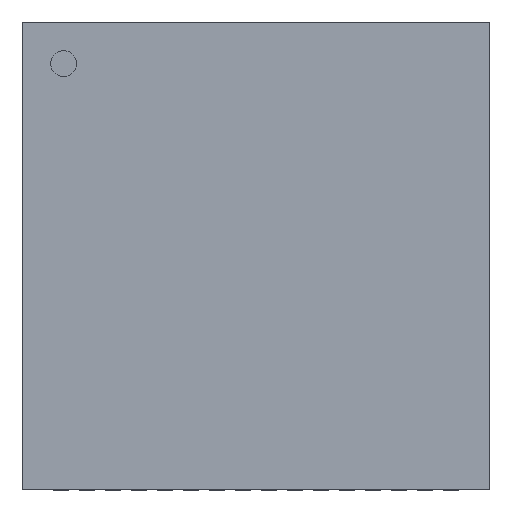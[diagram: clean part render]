
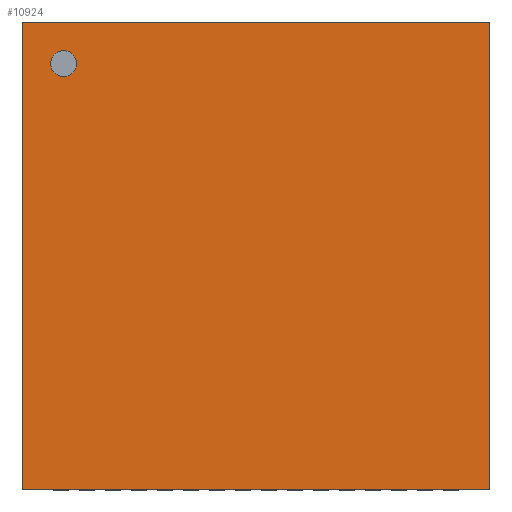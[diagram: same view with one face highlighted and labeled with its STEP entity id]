
A CAD part, top view. The second image highlights one B-rep face of the part: STEP entity #10924.
In plain terms, the highlighted planar face has unit normal (0, 0, 1).
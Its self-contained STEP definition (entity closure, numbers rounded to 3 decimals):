
#728=LINE($,#17069,#2032);
#729=LINE($,#17071,#2033);
#730=LINE($,#17073,#2034);
#731=LINE($,#17074,#2035);
#2032=VECTOR($,#13800,9.);
#2033=VECTOR($,#13801,9.);
#2034=VECTOR($,#13802,9.);
#2035=VECTOR($,#13803,9.);
#2886=PLANE($,#11846);
#3220=FACE_BOUND($,#4140,.T.);
#3481=FACE_OUTER_BOUND($,#4139,.T.);
#4139=EDGE_LOOP($,(#8694,#8695,#8696,#8697));
#4140=EDGE_LOOP($,(#8698));
#4540=CIRCLE($,#11459,0.25);
#4800=VERTEX_POINT($,#15518);
#5317=VERTEX_POINT($,#17067);
#5318=VERTEX_POINT($,#17068);
#5319=VERTEX_POINT($,#17070);
#5320=VERTEX_POINT($,#17072);
#5844=EDGE_CURVE($,#4800,#4800,#4540,.T.);
#6617=EDGE_CURVE($,#5317,#5318,#728,.T.);
#6618=EDGE_CURVE($,#5319,#5317,#729,.T.);
#6619=EDGE_CURVE($,#5320,#5319,#730,.T.);
#6620=EDGE_CURVE($,#5318,#5320,#731,.T.);
#8694=ORIENTED_EDGE($,*,*,#6617,.F.);
#8695=ORIENTED_EDGE($,*,*,#6618,.F.);
#8696=ORIENTED_EDGE($,*,*,#6619,.F.);
#8697=ORIENTED_EDGE($,*,*,#6620,.F.);
#8698=ORIENTED_EDGE($,*,*,#5844,.T.);
#10924=ADVANCED_FACE($,(#3481,#3220),#2886,.T.);
#11459=AXIS2_PLACEMENT_3D($,#15519,#12380,#12381);
#11846=AXIS2_PLACEMENT_3D($,#17066,#13798,#13799);
#12380=DIRECTION('center_axis',(0.,0.,-1.));
#12381=DIRECTION('ref_axis',(1.,0.,0.));
#13798=DIRECTION('center_axis',(0.,0.,1.));
#13799=DIRECTION('ref_axis',(1.,0.,0.));
#13800=DIRECTION($,(1.,0.,0.));
#13801=DIRECTION($,(0.,1.,0.));
#13802=DIRECTION($,(-1.,0.,0.));
#13803=DIRECTION($,(0.,-1.,0.));
#15518=CARTESIAN_POINT('',(-3.45,3.7,0.9));
#15519=CARTESIAN_POINT('Origin',(-3.7,3.7,0.9));
#17066=CARTESIAN_POINT('Origin',(-3.7,3.7,0.9));
#17067=CARTESIAN_POINT('',(-4.5,4.5,0.9));
#17068=CARTESIAN_POINT('',(4.5,4.5,0.9));
#17069=CARTESIAN_POINT($,(-4.5,4.5,0.9));
#17070=CARTESIAN_POINT('',(-4.5,-4.5,0.9));
#17071=CARTESIAN_POINT($,(-4.5,-4.5,0.9));
#17072=CARTESIAN_POINT('',(4.5,-4.5,0.9));
#17073=CARTESIAN_POINT($,(4.5,-4.5,0.9));
#17074=CARTESIAN_POINT($,(4.5,4.5,0.9));
